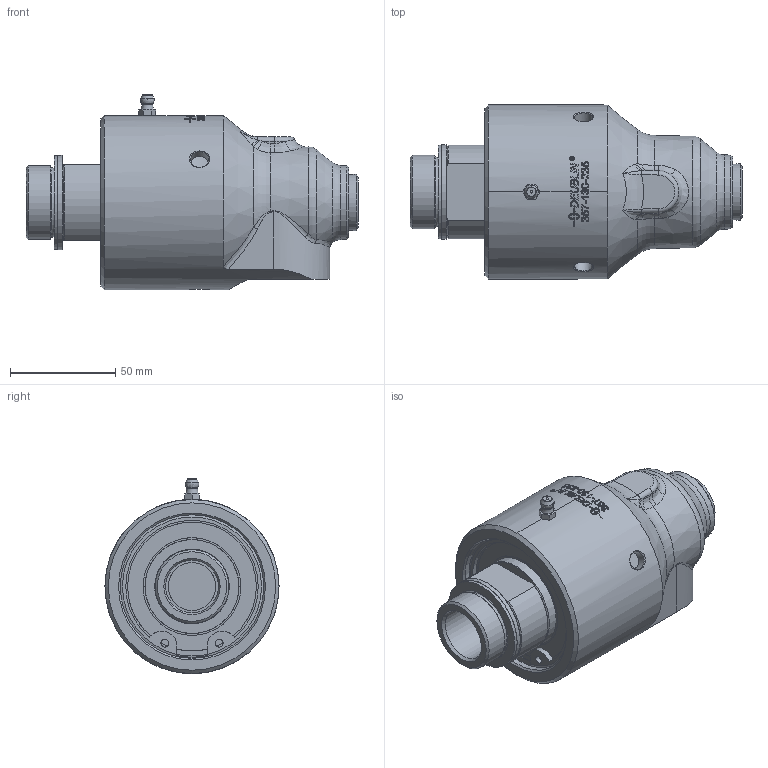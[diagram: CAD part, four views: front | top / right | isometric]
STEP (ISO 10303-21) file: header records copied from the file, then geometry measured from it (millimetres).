
FILE_DESCRIPTION(/* description */ (''),/* implementation_level */ '2;1');
FILE_NAME(/* name */ '357-130-235-IC.stp',/* time_stamp */ '2021-08-05T07:40:29+02:00',/* author */ ('mskipas'),/* organization */ (''),/* preprocessor_version */ 'ST-DEVELOPER v18.1',/* originating_system */ 'Autodesk Inventor 2020',/* authorisation */ '');
FILE_SCHEMA (('AUTOMOTIVE_DESIGN { 1 0 10303 214 3 1 1 }'));
Length unit declared in the file: millimetre
Products named in the file (1): 357-130-235-IC
Bounding box: 157.55 x 82.6 x 92.59 mm (x, y, z)
Volume: 432738.6 mm3; surface area: 60686.3 mm2
Topology: 1 solids, 5 shells, 531 faces, 1430 edges, 945 vertices
Faces by surface type: plane 249, bspline 160, cylinder 78, cone 30, torus 12, sphere 2
Full cylindrical faces by diameter (mm): 3 x1, 3.12 x2, 3.72 x2, 8.6 x3, 22.631 x1, 25 x1, 30.291 x1, 35 x1, 35.4 x1, 39.4 x1, 44.5 x1, 44.65 x2, 61.1 x1, 68.1 x1, 73.102 x1, 73.8 x1
Entity records: 21811 total; most frequent: CARTESIAN_POINT 8942, ORIENTED_EDGE 2848, DIRECTION 2338, EDGE_CURVE 1424, VERTEX_POINT 945, AXIS2_PLACEMENT_3D 927, EDGE_LOOP 581, FACE_OUTER_BOUND 531
